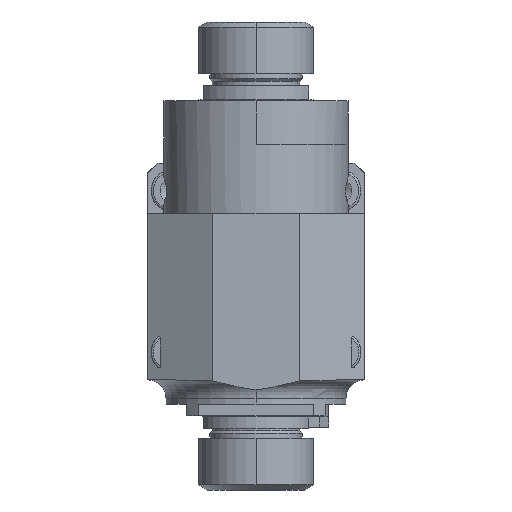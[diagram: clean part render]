
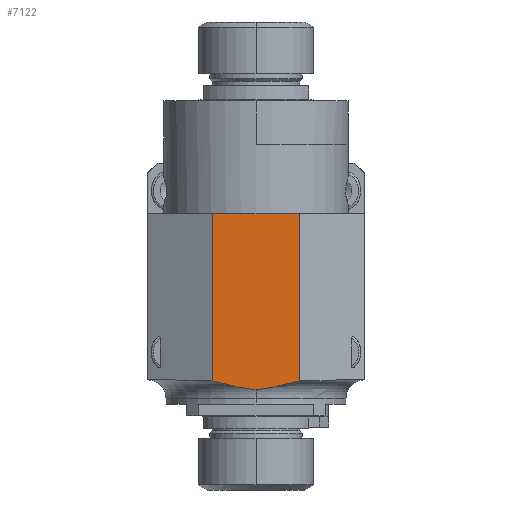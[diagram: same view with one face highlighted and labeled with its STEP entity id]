
A CAD part, left-side view. The second image highlights one B-rep face of the part: STEP entity #7122.
In plain terms, the highlighted planar face has unit normal (-1, 0, 0).
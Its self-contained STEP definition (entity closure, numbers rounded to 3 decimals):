
#882=CARTESIAN_POINT('',(-140.,0.,-51.127));
#883=CARTESIAN_POINT('',(-140.,-0.304,-51.127));
#884=CARTESIAN_POINT('',(-140.,-0.917,-51.114));
#885=CARTESIAN_POINT('',(-140.,-1.839,-51.058));
#886=CARTESIAN_POINT('',(-140.,-2.8,-50.961));
#887=CARTESIAN_POINT('',(-140.,-3.828,-50.82));
#888=CARTESIAN_POINT('',(-140.,-4.951,-50.627));
#889=CARTESIAN_POINT('',(-140.,-6.196,-50.374));
#890=CARTESIAN_POINT('',(-140.,-7.597,-50.055));
#891=CARTESIAN_POINT('',(-140.,-9.184,-49.665));
#892=CARTESIAN_POINT('',(-140.,-10.984,-49.208));
#893=CARTESIAN_POINT('',(-140.,-12.99,-48.705));
#894=CARTESIAN_POINT('',(-140.,-15.107,-48.208));
#895=CARTESIAN_POINT('',(-140.,-17.187,-47.777));
#896=CARTESIAN_POINT('',(-140.,-18.415,-47.566));
#897=CARTESIAN_POINT('',(-140.,-19.,-47.475));
#899=CARTESIAN_POINT('',(-140.,19.,-47.475));
#900=CARTESIAN_POINT('',(-140.,18.415,-47.566));
#901=CARTESIAN_POINT('',(-140.,17.187,-47.777));
#902=CARTESIAN_POINT('',(-140.,15.107,-48.208));
#903=CARTESIAN_POINT('',(-140.,12.991,-48.705));
#904=CARTESIAN_POINT('',(-140.,10.984,-49.208));
#905=CARTESIAN_POINT('',(-140.,9.184,-49.665));
#906=CARTESIAN_POINT('',(-140.,7.596,-50.055));
#907=CARTESIAN_POINT('',(-140.,6.195,-50.374));
#908=CARTESIAN_POINT('',(-140.,4.95,-50.627));
#909=CARTESIAN_POINT('',(-140.,3.827,-50.82));
#910=CARTESIAN_POINT('',(-140.,2.8,-50.961));
#911=CARTESIAN_POINT('',(-140.,1.839,-51.058));
#912=CARTESIAN_POINT('',(-140.,0.917,-51.114));
#913=CARTESIAN_POINT('',(-140.,0.304,-51.127));
#914=CARTESIAN_POINT('',(-140.,0.,-51.127));
#916=DIRECTION('',(0.,0.,1.));
#917=VECTOR('',#916,72.475);
#918=CARTESIAN_POINT('',(-140.,19.,-47.475));
#919=LINE('',#918,#917);
#920=DIRECTION('',(0.,1.,0.));
#921=VECTOR('',#920,19.);
#922=CARTESIAN_POINT('',(-140.,0.,25.));
#923=LINE('',#922,#921);
#924=DIRECTION('',(0.,1.,0.));
#925=VECTOR('',#924,19.);
#926=CARTESIAN_POINT('',(-140.,-19.,25.));
#927=LINE('',#926,#925);
#928=DIRECTION('',(0.,0.,1.));
#929=VECTOR('',#928,72.475);
#930=CARTESIAN_POINT('',(-140.,-19.,-47.475));
#931=LINE('',#930,#929);
#5168=CARTESIAN_POINT('',(-140.,-19.,25.));
#5169=CARTESIAN_POINT('',(-140.,0.,25.));
#5170=VERTEX_POINT('',#5168);
#5171=VERTEX_POINT('',#5169);
#5172=CARTESIAN_POINT('',(-140.,19.,25.));
#5173=VERTEX_POINT('',#5172);
#5204=VERTEX_POINT('',#882);
#5205=VERTEX_POINT('',#897);
#5206=VERTEX_POINT('',#899);
#7104=CARTESIAN_POINT('',(-140.,0.,0.));
#7105=DIRECTION('',(1.,0.,0.));
#7106=DIRECTION('',(0.,1.,0.));
#7107=AXIS2_PLACEMENT_3D('',#7104,#7105,#7106);
#7108=PLANE('',#7107);
#7110=ORIENTED_EDGE('',*,*,#7109,.F.);
#7111=ORIENTED_EDGE('',*,*,#7088,.F.);
#7113=ORIENTED_EDGE('',*,*,#7112,.T.);
#7115=ORIENTED_EDGE('',*,*,#7114,.F.);
#7117=ORIENTED_EDGE('',*,*,#7116,.F.);
#7119=ORIENTED_EDGE('',*,*,#7118,.F.);
#7120=EDGE_LOOP('',(#7110,#7111,#7113,#7115,#7117,#7119));
#7121=FACE_OUTER_BOUND('',#7120,.F.);
#7122=ADVANCED_FACE('',(#7121),#7108,.F.);
#898=B_SPLINE_CURVE_WITH_KNOTS('',3,(#882,#883,#884,#885,#886,#887,#888,#889,
#890,#891,#892,#893,#894,#895,#896,#897),.UNSPECIFIED.,.F.,.F.,(4,1,1,1,1,1,1,1,
1,1,1,1,1,4),(0.,0.077,0.154,0.231,
0.308,0.385,0.462,0.538,
0.615,0.692,0.769,0.846,
0.923,1.),.UNSPECIFIED.);
#915=B_SPLINE_CURVE_WITH_KNOTS('',3,(#899,#900,#901,#902,#903,#904,#905,#906,
#907,#908,#909,#910,#911,#912,#913,#914),.UNSPECIFIED.,.F.,.F.,(4,1,1,1,1,1,1,1,
1,1,1,1,1,4),(0.,0.077,0.154,0.231,
0.308,0.385,0.462,0.538,
0.615,0.692,0.769,0.846,
0.923,1.),.UNSPECIFIED.);
#7088=EDGE_CURVE('',#5206,#5204,#915,.T.);
#7109=EDGE_CURVE('',#5204,#5205,#898,.T.);
#7112=EDGE_CURVE('',#5206,#5173,#919,.T.);
#7114=EDGE_CURVE('',#5171,#5173,#923,.T.);
#7116=EDGE_CURVE('',#5170,#5171,#927,.T.);
#7118=EDGE_CURVE('',#5205,#5170,#931,.T.);
